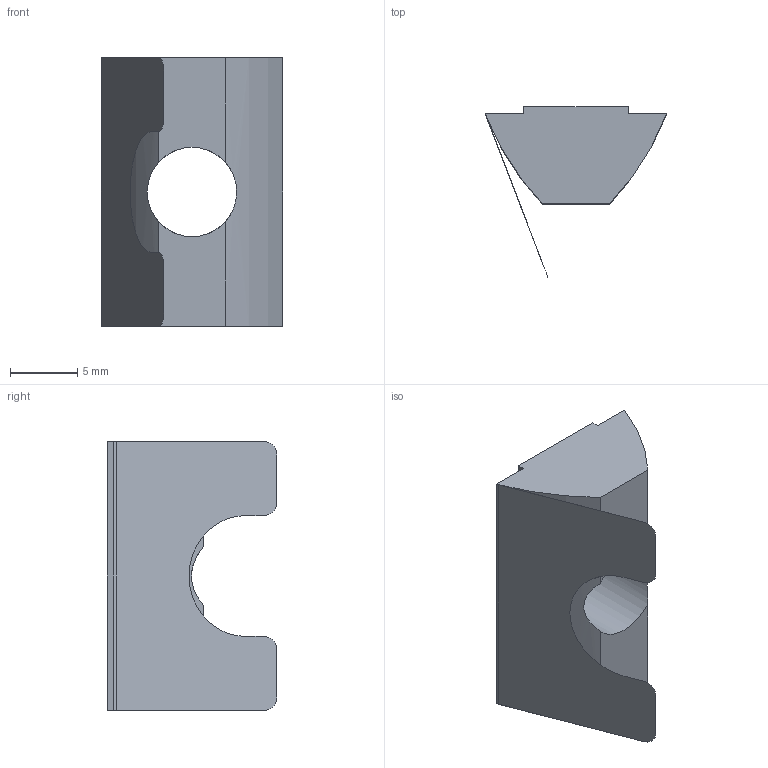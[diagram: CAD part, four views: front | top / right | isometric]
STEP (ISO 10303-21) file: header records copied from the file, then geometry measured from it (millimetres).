
FILE_DESCRIPTION(/* description */ ('Nakrętka M8 ze sprężyną 40-8'),/* implementation_level */ '2;1');
FILE_NAME(/* name */ '210482.stp',/* time_stamp */ '2022-09-20T13:13:48+02:00',/* author */ ('aluteckkpl_tw'),/* organization */ (''),/* preprocessor_version */ 'ST-DEVELOPER v18.1',/* originating_system */ 'Autodesk Inventor 2021',/* authorisation */ '');
FILE_SCHEMA (('AUTOMOTIVE_DESIGN { 1 0 10303 214 3 1 1 }'));
Length unit declared in the file: millimetre
Products named in the file (1): 210482-ZP
Bounding box: 13.5 x 12.64 x 20 mm (x, y, z)
Volume: 1153.9 mm3; surface area: 1324.3 mm2
Topology: 1 solids, 1 shells, 24 faces, 70 edges, 47 vertices
Faces by surface type: plane 16, cylinder 8
Full cylindrical faces by diameter (mm): 6.647 x1
Entity records: 866 total; most frequent: CARTESIAN_POINT 169, ORIENTED_EDGE 140, DIRECTION 135, EDGE_CURVE 70, LINE 49, VECTOR 49, VERTEX_POINT 47, AXIS2_PLACEMENT_3D 43
